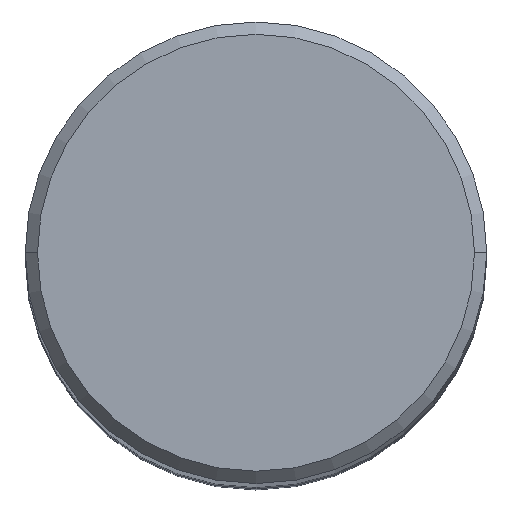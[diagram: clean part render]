
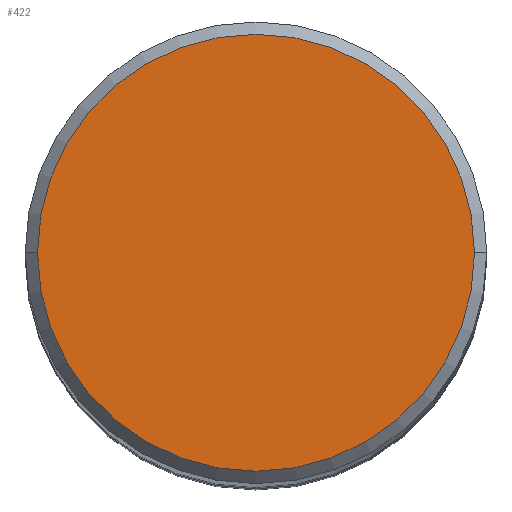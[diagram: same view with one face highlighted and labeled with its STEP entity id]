
A CAD part, top view. The second image highlights one B-rep face of the part: STEP entity #422.
In plain terms, the highlighted planar face has unit normal (0, 0, 1).
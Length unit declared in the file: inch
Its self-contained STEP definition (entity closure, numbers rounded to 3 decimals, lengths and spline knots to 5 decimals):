
#41 = CARTESIAN_POINT ( 'NONE',  ( 0., 0., 0. ) ) ;
#70 = EDGE_LOOP ( 'NONE', ( #85, #103 ) ) ;
#80 = EDGE_CURVE ( 'NONE', #505, #497, #267, .T. ) ;
#85 = ORIENTED_EDGE ( 'NONE', *, *, #80, .T. ) ;
#103 = ORIENTED_EDGE ( 'NONE', *, *, #308, .T. ) ;
#130 = CARTESIAN_POINT ( 'NONE',  ( 0., 0., 0. ) ) ;
#184 = FACE_OUTER_BOUND ( 'NONE', #70, .T. ) ;
#254 = DIRECTION ( 'NONE',  ( -1., 0., 0. ) ) ;
#267 = CIRCLE ( 'NONE', #472, 0.355 ) ;
#281 = DIRECTION ( 'NONE',  ( 1., 0., 0. ) ) ;
#282 = DIRECTION ( 'NONE',  ( 0., 0., 1. ) ) ;
#291 = DIRECTION ( 'NONE',  ( 1., 0., 0. ) ) ;
#300 = CARTESIAN_POINT ( 'NONE',  ( 0.355, 0., 0. ) ) ;
#308 = EDGE_CURVE ( 'NONE', #497, #505, #399, .T. ) ;
#338 = CARTESIAN_POINT ( 'NONE',  ( 0., 0.355, 0. ) ) ;
#349 = AXIS2_PLACEMENT_3D ( 'NONE', #338, #492, #254 ) ;
#382 = CARTESIAN_POINT ( 'NONE',  ( -0.355, 0., 0. ) ) ;
#399 = CIRCLE ( 'NONE', #467, 0.355 ) ;
#422 = ADVANCED_FACE ( 'NONE', ( #184 ), #452, .F. ) ;
#452 = PLANE ( 'NONE',  #349 ) ;
#467 = AXIS2_PLACEMENT_3D ( 'NONE', #130, #282, #291 ) ;
#472 = AXIS2_PLACEMENT_3D ( 'NONE', #41, #476, #281 ) ;
#476 = DIRECTION ( 'NONE',  ( 0., 0., 1. ) ) ;
#492 = DIRECTION ( 'NONE',  ( 0., 0., -1. ) ) ;
#497 = VERTEX_POINT ( 'NONE', #300 ) ;
#505 = VERTEX_POINT ( 'NONE', #382 ) ;
